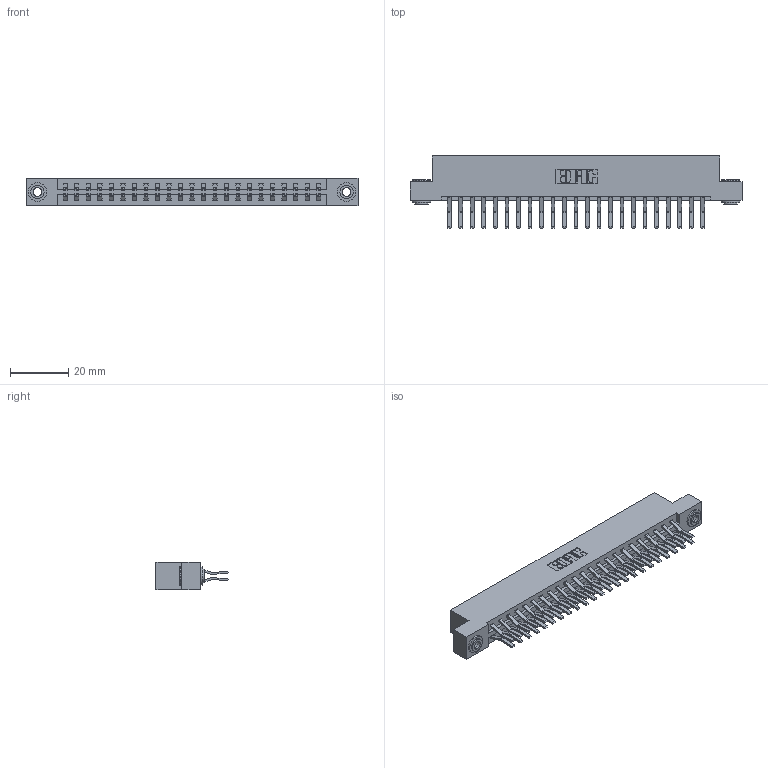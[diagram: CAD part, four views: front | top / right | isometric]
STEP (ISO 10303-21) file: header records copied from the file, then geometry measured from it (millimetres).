
FILE_DESCRIPTION (( 'STEP AP203' ), '1' );
FILE_NAME ('337-046-560-203.STEP', '2019-10-09T14:23:00', ( '' ), ( '' ), 'SwSTEP 2.0', 'SolidWorks 2016', '' );
FILE_SCHEMA (( 'CONFIG_CONTROL_DESIGN' ));
Length unit declared in the file: inch
Products named in the file (4): 337 Part_Flush Mounting Lugs - 0.156 Dia-TH; 337-046-560-203; 345-250-002_345-250-002-102; 345-292-001_560 Tail
Assembly tree (49 placements, depth 2):
  337-046-560-203
    337 Part_Flush Mounting Lugs - 0.156 Dia-TH
    345-292-001_560 Tail  x46
    345-250-002_345-250-002-102  x2
Bounding box: 114.15 x 24.78 x 9.4 mm (x, y, z)
Volume: 12097.8 mm3; surface area: 14589 mm2
Topology: 49 solids, 49 shells, 2728 faces, 8069 edges, 5314 vertices
Faces by surface type: plane 1828, cylinder 892, cone 8
Entity records: 21028 total; most frequent: CARTESIAN_POINT 3533, ORIENTED_EDGE 3462, DIRECTION 3077, EDGE_CURVE 1731, VECTOR 1575, LINE 1575, VERTEX_POINT 1150, AXIS2_PLACEMENT_3D 751
